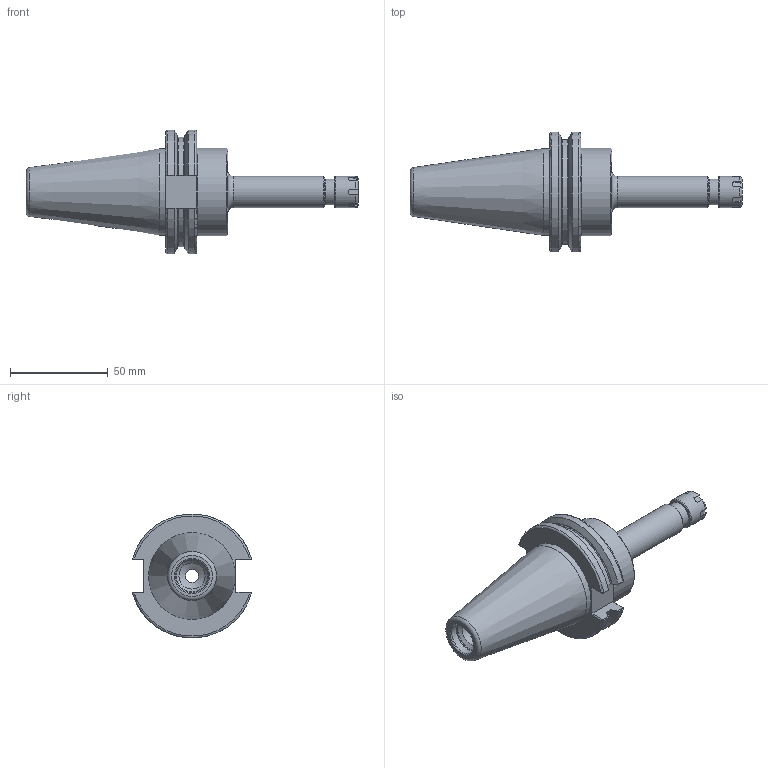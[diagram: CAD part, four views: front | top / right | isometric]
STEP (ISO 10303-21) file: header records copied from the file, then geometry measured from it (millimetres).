
FILE_DESCRIPTION(/* description */ (''),/* implementation_level */ '2;1');
FILE_NAME(/* name */ 'CAT40-ER11M-0400.stp',/* time_stamp */ '2019-05-29T09:48:04-05:00',/* author */ ('ldfli'),/* organization */ ('Pioneer N.A.'),/* preprocessor_version */ 'ST-DEVELOPER v18',/* originating_system */ 'Autodesk Inventor LT',/* authorisation */ '');
FILE_SCHEMA (('AUTOMOTIVE_DESIGN { 1 0 10303 214 3 1 1 }'));
Length unit declared in the file: millimetre
Products named in the file (1): CAT40-ER11M-0400
Bounding box: 169.85 x 61.14 x 63.31 mm (x, y, z)
Volume: 139139.6 mm3; surface area: 27406.2 mm2
Topology: 2 solids, 2 shells, 138 faces, 398 edges, 272 vertices
Faces by surface type: plane 57, torus 25, cylinder 22, cone 18, bspline 16
Full cylindrical faces by diameter (mm): 6.647 x1, 8.15 x1, 8.662 x1, 10 x1, 10.9 x1, 12.25 x1, 12.4 x1, 13 x1, 13.386 x1, 13.4 x1, 16 x2, 16.28 x1, 16.68 x1, 44.45 x1, 44.57 x1
Entity records: 5463 total; most frequent: CARTESIAN_POINT 1797, ORIENTED_EDGE 794, DIRECTION 745, EDGE_CURVE 397, AXIS2_PLACEMENT_3D 294, VERTEX_POINT 272, CIRCLE 164, LINE 157
